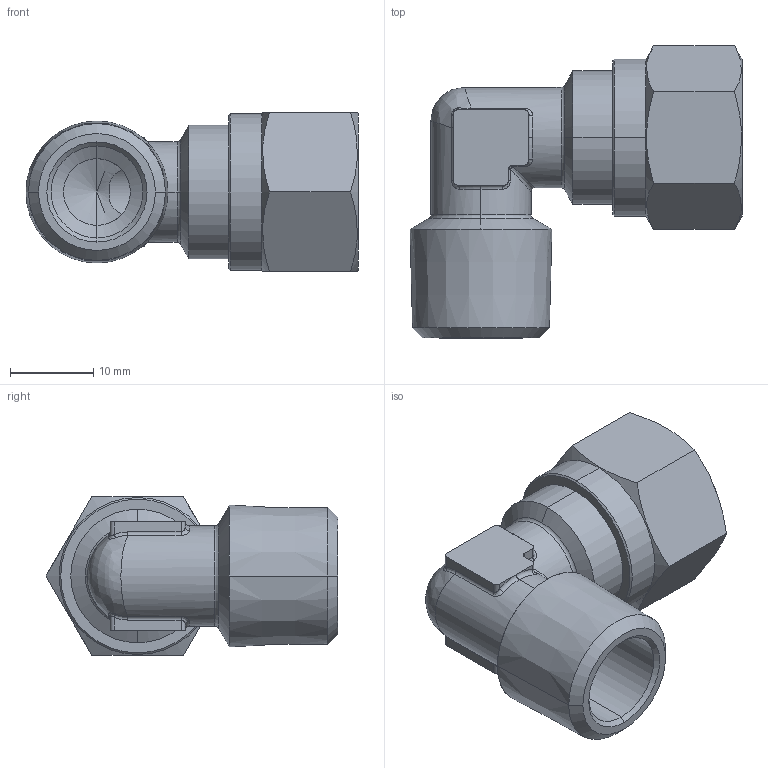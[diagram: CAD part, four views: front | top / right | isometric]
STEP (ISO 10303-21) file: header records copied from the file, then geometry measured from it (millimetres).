
FILE_DESCRIPTION (( 'STEP AP203' ), '1' );
FILE_NAME ('03060053.STEP', '2011-10-31T10:22:15', ( '' ), ( 'sopra-pneumatic' ), 'SwSTEP 2.0', 'SolidWorks 2011', '' );
FILE_SCHEMA (( 'CONFIG_CONTROL_DESIGN' ));
Length unit declared in the file: millimetre
Products named in the file (1): 03060053
Bounding box: 39.77 x 34.97 x 19 mm (x, y, z)
Volume: 7366 mm3; surface area: 4952.5 mm2
Topology: 1 solids, 1 shells, 122 faces, 284 edges, 162 vertices
Faces by surface type: cylinder 40, plane 28, cone 22, bspline 16, torus 10, sphere 6
Entity records: 4156 total; most frequent: CARTESIAN_POINT 1427, DIRECTION 562, ORIENTED_EDGE 560, EDGE_CURVE 280, AXIS2_PLACEMENT_3D 229, VERTEX_POINT 162, EDGE_LOOP 126, FACE_OUTER_BOUND 122
